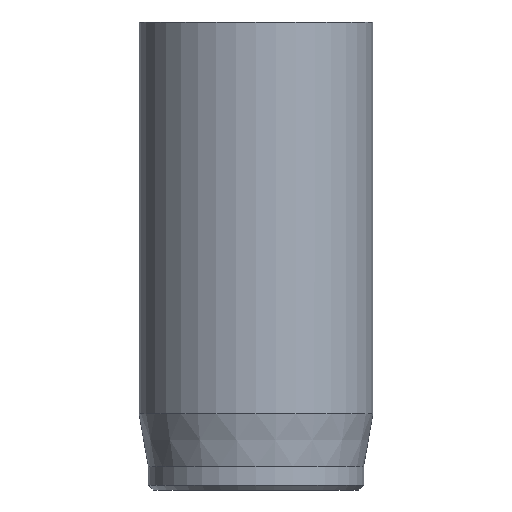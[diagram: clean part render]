
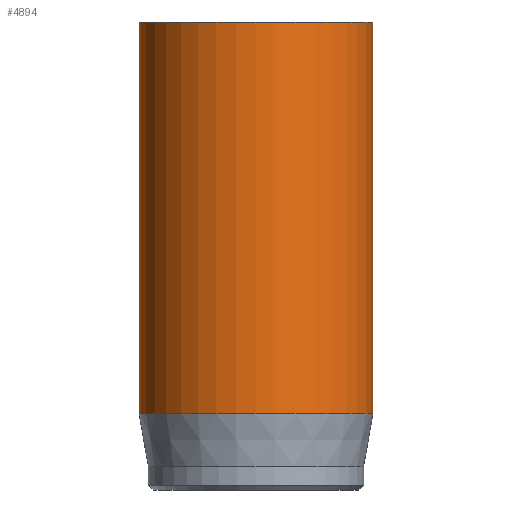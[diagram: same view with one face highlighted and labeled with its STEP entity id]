
A CAD part, front view. The second image highlights one B-rep face of the part: STEP entity #4894.
In plain terms, the highlighted cylindrical face has radius 5 mm (diameter 10 mm), a full revolution.
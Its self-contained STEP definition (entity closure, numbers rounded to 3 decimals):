
#32=CYLINDRICAL_SURFACE('',#5098,5.);
#48=CIRCLE('',#5065,5.);
#64=CIRCLE('',#5096,5.);
#65=CIRCLE('',#5097,5.);
#404=FACE_OUTER_BOUND('',#692,.T.);
#692=EDGE_LOOP('',(#4200,#4201,#4202,#4203,#4204));
#1038=LINE('',#8855,#1400);
#1400=VECTOR('',#5620,5.);
#2186=VERTEX_POINT('',#8794);
#2202=VERTEX_POINT('',#8849);
#2203=VERTEX_POINT('',#8850);
#2861=EDGE_CURVE('',#2186,#2186,#48,.T.);
#2885=EDGE_CURVE('',#2202,#2203,#64,.T.);
#2886=EDGE_CURVE('',#2203,#2202,#65,.T.);
#2888=EDGE_CURVE('',#2186,#2202,#1038,.T.);
#4200=ORIENTED_EDGE('',*,*,#2861,.T.);
#4201=ORIENTED_EDGE('',*,*,#2888,.T.);
#4202=ORIENTED_EDGE('',*,*,#2885,.T.);
#4203=ORIENTED_EDGE('',*,*,#2886,.T.);
#4204=ORIENTED_EDGE('',*,*,#2888,.F.);
#4894=ADVANCED_FACE('',(#404),#32,.T.);
#5065=AXIS2_PLACEMENT_3D('',#8795,#5543,#5544);
#5096=AXIS2_PLACEMENT_3D('',#8851,#5613,#5614);
#5097=AXIS2_PLACEMENT_3D('',#8852,#5615,#5616);
#5098=AXIS2_PLACEMENT_3D('',#8854,#5618,#5619);
#5543=DIRECTION('center_axis',(0.,0.,-1.));
#5544=DIRECTION('ref_axis',(-1.,0.,0.));
#5613=DIRECTION('center_axis',(0.,0.,1.));
#5614=DIRECTION('ref_axis',(-1.,0.,0.));
#5615=DIRECTION('center_axis',(0.,0.,1.));
#5616=DIRECTION('ref_axis',(-1.,0.,0.));
#5618=DIRECTION('center_axis',(0.,0.,1.));
#5619=DIRECTION('ref_axis',(-1.,0.,0.));
#5620=DIRECTION('',(0.,0.,-1.));
#8794=CARTESIAN_POINT('',(5.,0.,20.));
#8795=CARTESIAN_POINT('Origin',(0.,0.,20.));
#8849=CARTESIAN_POINT('',(5.,0.,3.269));
#8850=CARTESIAN_POINT('',(-5.,0.,3.269));
#8851=CARTESIAN_POINT('Origin',(0.,0.,3.269));
#8852=CARTESIAN_POINT('Origin',(0.,0.,3.269));
#8854=CARTESIAN_POINT('Origin',(0.,0.,0.));
#8855=CARTESIAN_POINT('',(5.,0.,0.));
